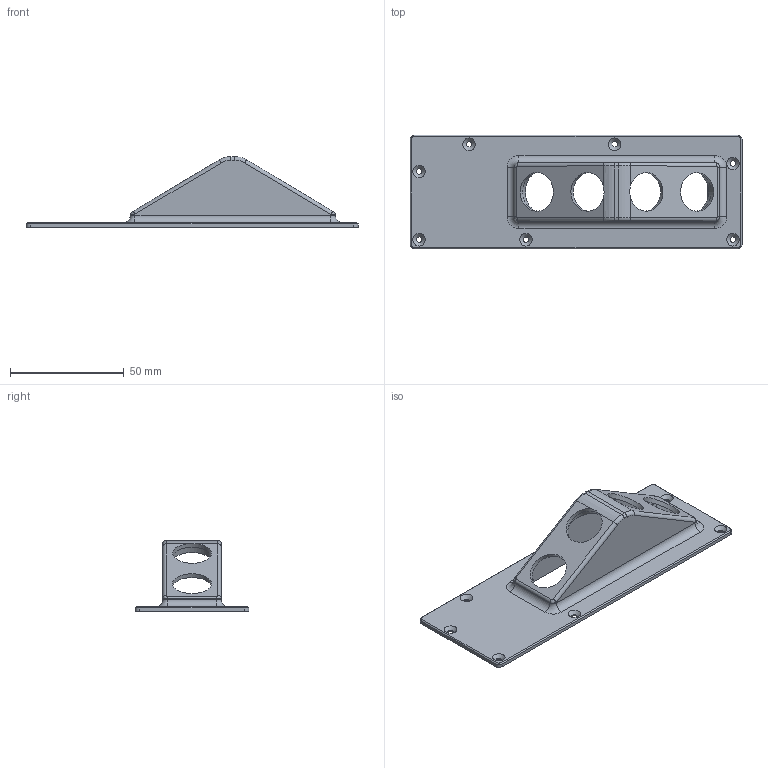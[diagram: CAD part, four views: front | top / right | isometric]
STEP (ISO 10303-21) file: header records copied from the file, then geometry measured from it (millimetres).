
FILE_DESCRIPTION(/* description */ (''),/* implementation_level */ '2;1');
FILE_NAME(/* name */ 'TO-003_v6.step',/* time_stamp */ '2019-08-19T08:17:11+02:00',/* author */ (''),/* organization */ (''),/* preprocessor_version */ 'ST-DEVELOPER v18',/* originating_system */ 'Autodesk Translation Framework v8.6.0.1094',/* authorisation */ '');
FILE_SCHEMA (('AUTOMOTIVE_DESIGN { 1 0 10303 214 3 1 1 }'));
Length unit declared in the file: millimetre
Products named in the file (2): TO-003_version2; zusätzlicher_Sensor v3
Assembly tree (1 placements, depth 2):
  TO-003_version2
    zusätzlicher_Sensor v3
Bounding box: 146 x 50 x 31.06 mm (x, y, z)
Volume: 21871.1 mm3; surface area: 20951.4 mm2
Topology: 1 solids, 1 shells, 124 faces, 324 edges, 210 vertices
Faces by surface type: cylinder 57, plane 44, cone 11, torus 8, bspline 4
Full cylindrical faces by diameter (mm): 1.8 x8, 2.5 x7, 17 x4
Entity records: 4079 total; most frequent: CARTESIAN_POINT 803, DIRECTION 724, ORIENTED_EDGE 648, EDGE_CURVE 324, AXIS2_PLACEMENT_3D 283, VERTEX_POINT 210, LINE 158, VECTOR 158
